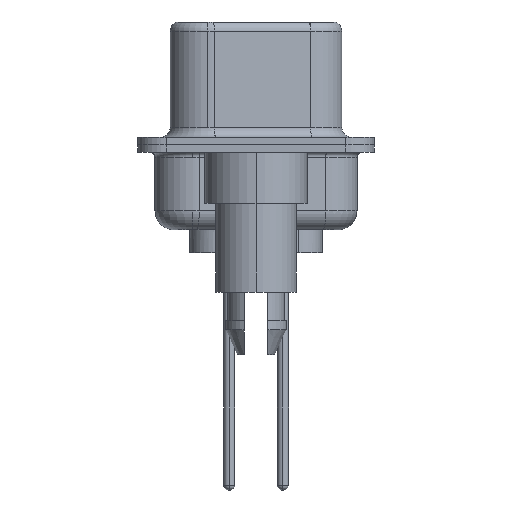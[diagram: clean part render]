
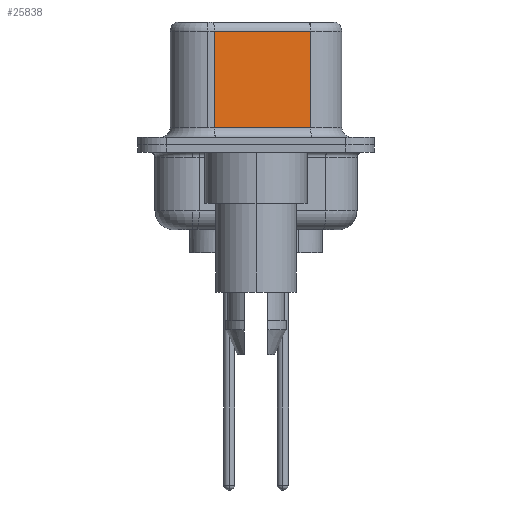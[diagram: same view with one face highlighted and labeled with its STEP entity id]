
A CAD part, left-side view. The second image highlights one B-rep face of the part: STEP entity #25838.
In plain terms, the highlighted planar face has unit normal (-0.985, -0.174, 0).
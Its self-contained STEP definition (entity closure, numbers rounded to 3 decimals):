
#1114 = FACE_OUTER_BOUND ( 'NONE', #10364, .T. ) ;
#2615 = CARTESIAN_POINT ( 'NONE',  ( 4.58, -2.897, 0.9 ) ) ;
#3078 = CARTESIAN_POINT ( 'NONE',  ( 4.58, -2.897, 6.02 ) ) ;
#3898 = VECTOR ( 'NONE', #17029, 1000. ) ;
#4431 = LINE ( 'NONE', #7751, #12561 ) ;
#4621 = ORIENTED_EDGE ( 'NONE', *, *, #10583, .T. ) ;
#5313 = AXIS2_PLACEMENT_3D ( 'NONE', #25156, #21998, #11592 ) ;
#7265 = VECTOR ( 'NONE', #20959, 1000. ) ;
#7751 = CARTESIAN_POINT ( 'NONE',  ( 4.58, -2.897, 6.52 ) ) ;
#9120 = PLANE ( 'NONE',  #5313 ) ;
#9706 = EDGE_CURVE ( 'NONE', #10604, #18423, #24901, .T. ) ;
#10364 = EDGE_LOOP ( 'NONE', ( #17092, #12701, #4621, #19865 ) ) ;
#10583 = EDGE_CURVE ( 'NONE', #18423, #14368, #15125, .T. ) ;
#10604 = VERTEX_POINT ( 'NONE', #3078 ) ;
#11170 = EDGE_CURVE ( 'NONE', #10604, #18849, #4431, .T. ) ;
#11592 = DIRECTION ( 'NONE',  ( -0.174, 0.985, 0. ) ) ;
#12561 = VECTOR ( 'NONE', #17743, 1000. ) ;
#12701 = ORIENTED_EDGE ( 'NONE', *, *, #9706, .T. ) ;
#14368 = VERTEX_POINT ( 'NONE', #20051 ) ;
#15125 = LINE ( 'NONE', #15388, #20560 ) ;
#15388 = CARTESIAN_POINT ( 'NONE',  ( 3.68, 2.203, 6.52 ) ) ;
#17029 = DIRECTION ( 'NONE',  ( 0.174, -0.985, 0. ) ) ;
#17092 = ORIENTED_EDGE ( 'NONE', *, *, #11170, .F. ) ;
#17141 = EDGE_CURVE ( 'NONE', #14368, #18849, #22830, .T. ) ;
#17743 = DIRECTION ( 'NONE',  ( 0., 0., -1. ) ) ;
#18423 = VERTEX_POINT ( 'NONE', #24214 ) ;
#18849 = VERTEX_POINT ( 'NONE', #2615 ) ;
#18877 = CARTESIAN_POINT ( 'NONE',  ( 4.58, -2.897, 0.9 ) ) ;
#19865 = ORIENTED_EDGE ( 'NONE', *, *, #17141, .T. ) ;
#20051 = CARTESIAN_POINT ( 'NONE',  ( 3.68, 2.203, 0.9 ) ) ;
#20560 = VECTOR ( 'NONE', #25278, 1000. ) ;
#20959 = DIRECTION ( 'NONE',  ( -0.174, 0.985, 0. ) ) ;
#21998 = DIRECTION ( 'NONE',  ( 0.985, 0.174, 0. ) ) ;
#22830 = LINE ( 'NONE', #18877, #3898 ) ;
#22934 = CARTESIAN_POINT ( 'NONE',  ( 4.58, -2.897, 6.02 ) ) ;
#24214 = CARTESIAN_POINT ( 'NONE',  ( 3.68, 2.203, 6.02 ) ) ;
#24901 = LINE ( 'NONE', #22934, #7265 ) ;
#25156 = CARTESIAN_POINT ( 'NONE',  ( 4.58, -2.897, 6.52 ) ) ;
#25278 = DIRECTION ( 'NONE',  ( 0., 0., -1. ) ) ;
#25838 = ADVANCED_FACE ( 'NONE', ( #1114 ), #9120, .F. ) ;
